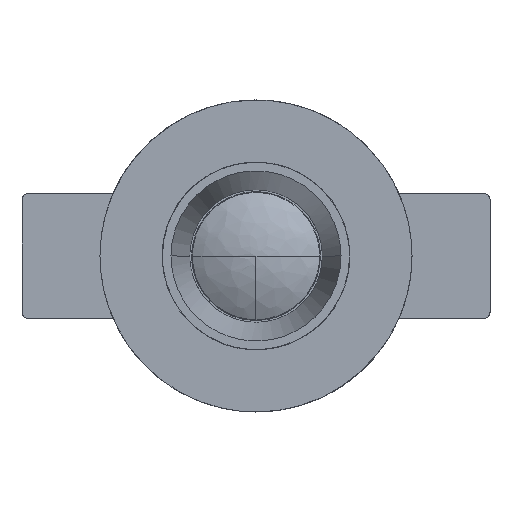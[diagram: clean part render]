
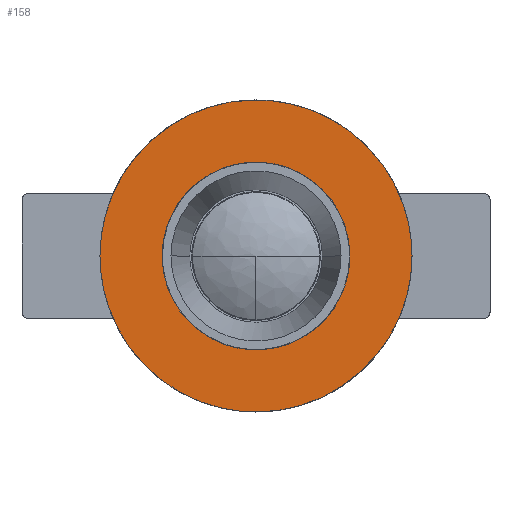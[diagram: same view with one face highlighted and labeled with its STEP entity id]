
A CAD part, top view. The second image highlights one B-rep face of the part: STEP entity #158.
In plain terms, the highlighted planar face has unit normal (0, 0, 1).
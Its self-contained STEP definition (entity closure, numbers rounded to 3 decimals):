
#158=ADVANCED_FACE('',(#389,#316),#3060,.T.);
#316=FACE_BOUND('',#604,.T.);
#389=FACE_OUTER_BOUND('',#603,.T.);
#603=EDGE_LOOP('',(#1064,#1065));
#604=EDGE_LOOP('',(#1066,#1067));
#1064=ORIENTED_EDGE('',*,*,#1875,.F.);
#1065=ORIENTED_EDGE('',*,*,#1826,.F.);
#1066=ORIENTED_EDGE('',*,*,#1866,.F.);
#1067=ORIENTED_EDGE('',*,*,#1829,.F.);
#1826=EDGE_CURVE('',#2702,#2731,#2214,.T.);
#1829=EDGE_CURVE('',#2704,#2725,#2216,.T.);
#1866=EDGE_CURVE('',#2725,#2704,#2249,.T.);
#1875=EDGE_CURVE('',#2731,#2702,#2258,.T.);
#2214=(
BOUNDED_CURVE()
B_SPLINE_CURVE(2,(#4224,#4225,#4226,#4227,#4228),.UNSPECIFIED.,.F.,.F.)
B_SPLINE_CURVE_WITH_KNOTS((3,2,3),(-314.159,-235.619,
-157.08),.UNSPECIFIED.)
CURVE()
GEOMETRIC_REPRESENTATION_ITEM()
RATIONAL_B_SPLINE_CURVE((1.,0.707,1.,0.707,1.))
REPRESENTATION_ITEM('')
);
#2216=(
BOUNDED_CURVE()
B_SPLINE_CURVE(2,(#4236,#4237,#4238,#4239,#4240),.UNSPECIFIED.,.F.,.F.)
B_SPLINE_CURVE_WITH_KNOTS((3,2,3),(0.,47.281,94.562),
 .UNSPECIFIED.)
CURVE()
GEOMETRIC_REPRESENTATION_ITEM()
RATIONAL_B_SPLINE_CURVE((1.,0.707,1.,0.707,1.))
REPRESENTATION_ITEM('')
);
#2249=(
BOUNDED_CURVE()
B_SPLINE_CURVE(2,(#4376,#4377,#4378,#4379,#4380),.UNSPECIFIED.,.F.,.F.)
B_SPLINE_CURVE_WITH_KNOTS((3,2,3),(94.562,141.843,189.124),
 .UNSPECIFIED.)
CURVE()
GEOMETRIC_REPRESENTATION_ITEM()
RATIONAL_B_SPLINE_CURVE((1.,0.707,1.,0.707,1.))
REPRESENTATION_ITEM('')
);
#2258=(
BOUNDED_CURVE()
B_SPLINE_CURVE(2,(#4415,#4416,#4417,#4418,#4419),.UNSPECIFIED.,.F.,.F.)
B_SPLINE_CURVE_WITH_KNOTS((3,2,3),(-157.08,-78.54,0.),
 .UNSPECIFIED.)
CURVE()
GEOMETRIC_REPRESENTATION_ITEM()
RATIONAL_B_SPLINE_CURVE((1.,0.707,1.,0.707,1.))
REPRESENTATION_ITEM('')
);
#2702=VERTEX_POINT('',#4088);
#2704=VERTEX_POINT('',#4090);
#2725=VERTEX_POINT('',#4111);
#2731=VERTEX_POINT('',#4117);
#3060=PLANE('',#3149);
#3149=AXIS2_PLACEMENT_3D('',#3855,#3221,$);
#3221=DIRECTION('',(0.,0.,1.));
#3855=CARTESIAN_POINT('',(51.,-51.,25.));
#4088=CARTESIAN_POINT('',(50.,0.,25.));
#4090=CARTESIAN_POINT('',(30.1,0.,25.));
#4111=CARTESIAN_POINT('',(-30.1,0.,25.));
#4117=CARTESIAN_POINT('',(-50.,0.,25.));
#4224=CARTESIAN_POINT('',(50.,0.,25.));
#4225=CARTESIAN_POINT('',(50.,-50.,25.));
#4226=CARTESIAN_POINT('',(0.,-50.,25.));
#4227=CARTESIAN_POINT('',(-50.,-50.,25.));
#4228=CARTESIAN_POINT('',(-50.,0.,25.));
#4236=CARTESIAN_POINT('',(30.1,0.,25.));
#4237=CARTESIAN_POINT('',(30.1,30.1,25.));
#4238=CARTESIAN_POINT('',(0.,30.1,25.));
#4239=CARTESIAN_POINT('',(-30.1,30.1,25.));
#4240=CARTESIAN_POINT('',(-30.1,0.,25.));
#4376=CARTESIAN_POINT('',(-30.1,0.,25.));
#4377=CARTESIAN_POINT('',(-30.1,-30.1,25.));
#4378=CARTESIAN_POINT('',(0.,-30.1,25.));
#4379=CARTESIAN_POINT('',(30.1,-30.1,25.));
#4380=CARTESIAN_POINT('',(30.1,0.,25.));
#4415=CARTESIAN_POINT('',(-50.,0.,25.));
#4416=CARTESIAN_POINT('',(-50.,50.,25.));
#4417=CARTESIAN_POINT('',(0.,50.,25.));
#4418=CARTESIAN_POINT('',(50.,50.,25.));
#4419=CARTESIAN_POINT('',(50.,0.,25.));
